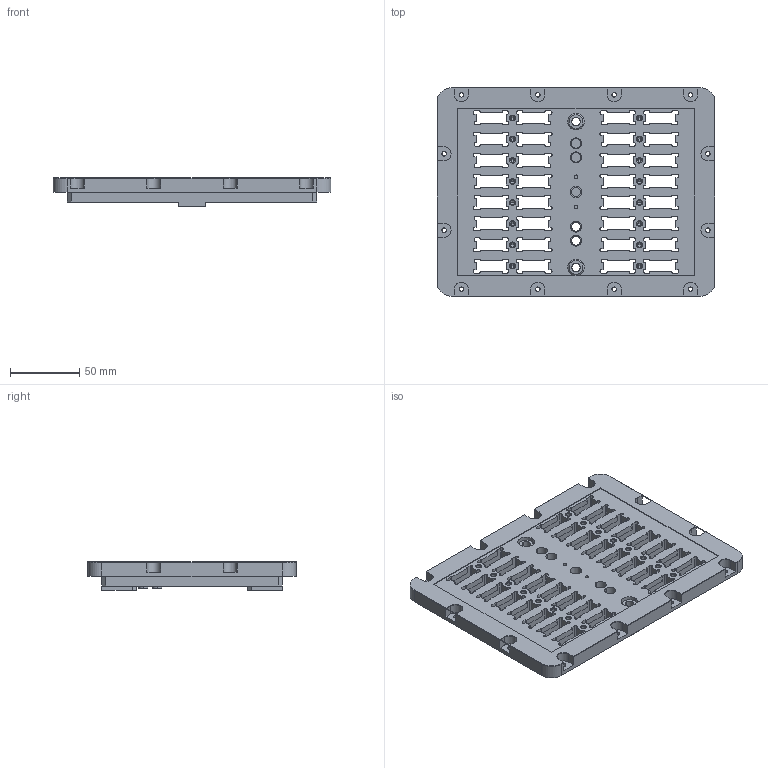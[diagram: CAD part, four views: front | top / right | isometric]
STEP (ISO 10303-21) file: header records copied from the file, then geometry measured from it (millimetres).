
FILE_DESCRIPTION((''),'2;1');
FILE_NAME('00172814000','2020-06-29T',('presta_be4'),(''),'CREO PARAMETRIC BY PTC INC, 2018360','CREO PARAMETRIC BY PTC INC, 2018360','');
FILE_SCHEMA(('CONFIG_CONTROL_DESIGN'));
Products named in the file (1): 00172814000
Bounding box: 200 x 150 x 20.5 mm (x, y, z)
Volume: 266870.8 mm3; surface area: 115056.7 mm2
Topology: 68 solids, 68 shells, 3383 faces, 9560 edges, 6326 vertices
Faces by surface type: plane 2709, cylinder 562, cone 110, torus 2
Entity records: 109036 total; most frequent: CARTESIAN_POINT 20121, ORIENTED_EDGE 19056, DIRECTION 17456, EDGE_CURVE 9528, VECTOR 8262, LINE 8262, VERTEX_POINT 6326, AXIS2_PLACEMENT_3D 4597
